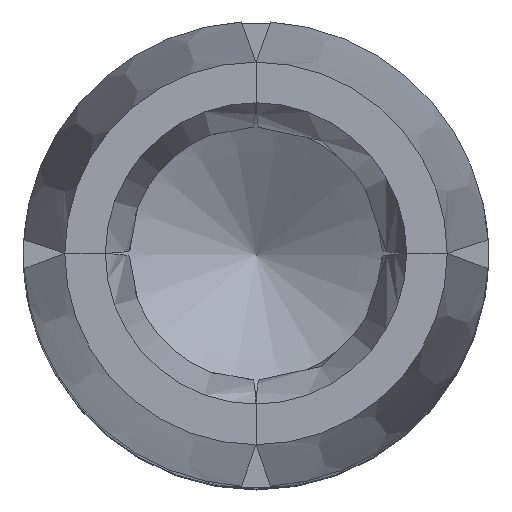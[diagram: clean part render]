
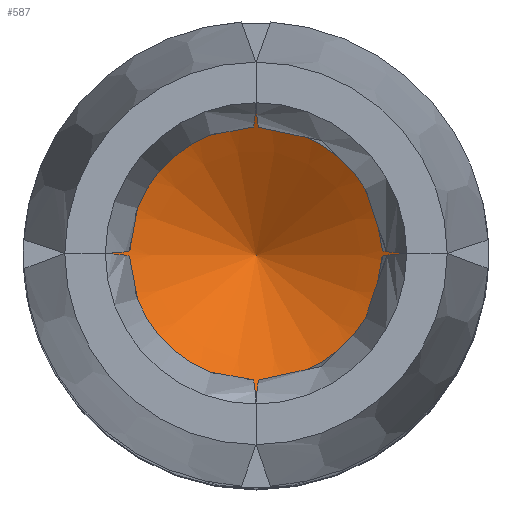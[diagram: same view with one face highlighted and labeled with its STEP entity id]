
A CAD part, top view. The second image highlights one B-rep face of the part: STEP entity #587.
In plain terms, the highlighted conical face has half-angle 60 degrees and reference radius 0 mm.
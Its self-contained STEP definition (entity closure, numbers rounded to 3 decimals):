
#319=VERTEX_LOOP('',#2262);
#425=CONICAL_SURFACE('',#2964,0.,60.);
#587=ADVANCED_FACE('',(#1211,#1212),#425,.F.);
#1139=CIRCLE('',#2913,1.525);
#1140=CIRCLE('',#2917,1.525);
#1145=CIRCLE('',#2928,1.525);
#1146=CIRCLE('',#2932,1.525);
#1151=CIRCLE('',#2943,1.525);
#1152=CIRCLE('',#2947,1.525);
#1157=CIRCLE('',#2960,1.525);
#1158=CIRCLE('',#2962,1.525);
#1159=CIRCLE('',#2963,1.525);
#1211=FACE_BOUND('',#319,.T.);
#1212=FACE_BOUND('',#1288,.T.);
#1288=EDGE_LOOP('',(#1656,#1657,#1658,#1659,#1660,#1661,#1662,#1663,#1664));
#1656=ORIENTED_EDGE('',*,*,#2536,.T.);
#1657=ORIENTED_EDGE('',*,*,#2535,.F.);
#1658=ORIENTED_EDGE('',*,*,#2519,.T.);
#1659=ORIENTED_EDGE('',*,*,#2515,.F.);
#1660=ORIENTED_EDGE('',*,*,#2501,.T.);
#1661=ORIENTED_EDGE('',*,*,#2497,.F.);
#1662=ORIENTED_EDGE('',*,*,#2483,.T.);
#1663=ORIENTED_EDGE('',*,*,#2479,.F.);
#1664=ORIENTED_EDGE('',*,*,#2537,.T.);
#2230=VERTEX_POINT('',#4321);
#2231=VERTEX_POINT('',#4325);
#2232=VERTEX_POINT('',#4331);
#2241=VERTEX_POINT('',#4411);
#2242=VERTEX_POINT('',#4417);
#2251=VERTEX_POINT('',#4497);
#2252=VERTEX_POINT('',#4503);
#2261=VERTEX_POINT('',#4579);
#2262=VERTEX_POINT('',#4584);
#2263=VERTEX_POINT('',#4586);
#2479=EDGE_CURVE('',#2230,#2231,#1139,.T.);
#2483=EDGE_CURVE('',#2232,#2231,#1140,.T.);
#2497=EDGE_CURVE('',#2232,#2241,#1145,.T.);
#2501=EDGE_CURVE('',#2242,#2241,#1146,.T.);
#2515=EDGE_CURVE('',#2242,#2251,#1151,.T.);
#2519=EDGE_CURVE('',#2252,#2251,#1152,.T.);
#2535=EDGE_CURVE('',#2252,#2261,#1157,.T.);
#2536=EDGE_CURVE('',#2263,#2261,#1158,.T.);
#2537=EDGE_CURVE('',#2230,#2263,#1159,.T.);
#2913=AXIS2_PLACEMENT_3D('',#4324,#3281,#3282);
#2917=AXIS2_PLACEMENT_3D('',#4332,#3291,#3292);
#2928=AXIS2_PLACEMENT_3D('',#4410,#3315,#3316);
#2932=AXIS2_PLACEMENT_3D('',#4418,#3325,#3326);
#2943=AXIS2_PLACEMENT_3D('',#4496,#3349,#3350);
#2947=AXIS2_PLACEMENT_3D('',#4504,#3359,#3360);
#2960=AXIS2_PLACEMENT_3D('',#4582,#3388,#3389);
#2962=AXIS2_PLACEMENT_3D('',#4585,#3392,#3393);
#2963=AXIS2_PLACEMENT_3D('',#4587,#3394,#3395);
#2964=AXIS2_PLACEMENT_3D('',#4588,#3396,#3397);
#3281=DIRECTION('',(0.,0.,-1.));
#3282=DIRECTION('',(-0.97,0.242,0.));
#3291=DIRECTION('',(0.,0.,1.));
#3292=DIRECTION('',(0.242,0.97,0.));
#3315=DIRECTION('',(0.,0.,-1.));
#3316=DIRECTION('',(0.242,0.97,0.));
#3325=DIRECTION('',(0.,0.,1.));
#3326=DIRECTION('',(0.97,-0.242,0.));
#3349=DIRECTION('',(0.,0.,-1.));
#3350=DIRECTION('',(0.97,-0.242,0.));
#3359=DIRECTION('',(0.,0.,1.));
#3360=DIRECTION('',(-0.242,-0.97,0.));
#3388=DIRECTION('',(0.,0.,-1.));
#3389=DIRECTION('',(-0.242,-0.97,0.));
#3392=DIRECTION('',(0.,0.,1.));
#3393=DIRECTION('',(-1.,0.,0.));
#3394=DIRECTION('',(0.,0.,1.));
#3395=DIRECTION('',(-0.97,0.242,0.));
#3396=DIRECTION('',(0.,0.,1.));
#3397=DIRECTION('',(-1.,0.,0.));
#4321=CARTESIAN_POINT('',(-1.48,0.368,4.6));
#4324=CARTESIAN_POINT('',(0.,0.,4.6));
#4325=CARTESIAN_POINT('',(-0.368,1.48,4.6));
#4331=CARTESIAN_POINT('',(0.368,1.48,4.6));
#4332=CARTESIAN_POINT('',(0.,0.,4.6));
#4410=CARTESIAN_POINT('',(0.,0.,4.6));
#4411=CARTESIAN_POINT('',(1.48,0.368,4.6));
#4417=CARTESIAN_POINT('',(1.48,-0.368,4.6));
#4418=CARTESIAN_POINT('',(0.,0.,4.6));
#4496=CARTESIAN_POINT('',(0.,0.,4.6));
#4497=CARTESIAN_POINT('',(0.368,-1.48,4.6));
#4503=CARTESIAN_POINT('',(-0.368,-1.48,4.6));
#4504=CARTESIAN_POINT('',(0.,0.,4.6));
#4579=CARTESIAN_POINT('',(-1.48,-0.368,4.6));
#4582=CARTESIAN_POINT('',(0.,0.,4.6));
#4584=CARTESIAN_POINT('',(0.,0.,3.72));
#4585=CARTESIAN_POINT('',(0.,0.,4.6));
#4586=CARTESIAN_POINT('',(-1.525,0.,4.6));
#4587=CARTESIAN_POINT('',(0.,0.,4.6));
#4588=CARTESIAN_POINT('',(0.,0.,3.72));
